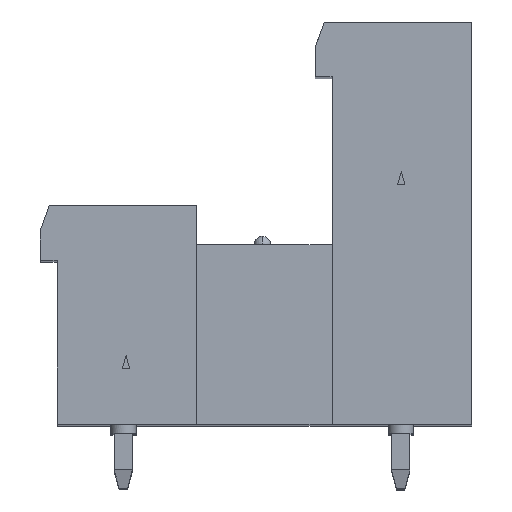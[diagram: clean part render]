
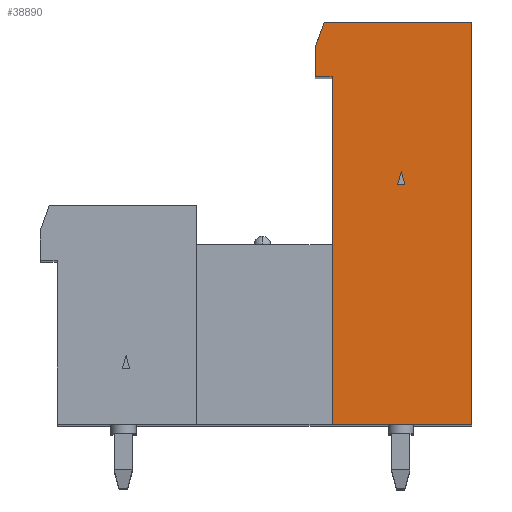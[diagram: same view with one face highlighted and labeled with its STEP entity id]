
A CAD part, top view. The second image highlights one B-rep face of the part: STEP entity #38890.
In plain terms, the highlighted planar face has unit normal (0, 0, 1).
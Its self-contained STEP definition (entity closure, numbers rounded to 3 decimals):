
#37720=CARTESIAN_POINT('',(-10.1,
   7.67,0.));
#37730=VERTEX_POINT('',#37720);
#37810=CARTESIAN_POINT('',(-0.23,
   7.67,0.));
#37820=VERTEX_POINT('',#37810);
#37850=CARTESIAN_POINT('',(-36.627,
   7.67,0.));
#37860=DIRECTION('',(1.,0.,
   0.));
#37870=VECTOR('',#37860,1.);
#37880=LINE('',#37850,#37870);
#37890=EDGE_CURVE('',#37730,#37820,#37880,.T.);
#38010=CARTESIAN_POINT('',(10.296,0.565
   ,0.));
#38020=DIRECTION('',(0.,0.,
   1.));
#38030=DIRECTION('',(1.,0.,
   0.));
#38040=AXIS2_PLACEMENT_3D('',#38010,#38020,#38030);
#38050=PLANE('',#38040);
#38060=CARTESIAN_POINT('',(12.,
   -37.773,0.));
#38070=DIRECTION('',(0.,-1.,
   0.));
#38080=VECTOR('',#38070,1.);
#38090=LINE('',#38060,#38080);
#38100=CARTESIAN_POINT('',(12.,8.1
   ,0.));
#38110=VERTEX_POINT('',#38100);
#38120=CARTESIAN_POINT('',(12.,0.
   ,0.));
#38130=VERTEX_POINT('',#38120);
#38140=EDGE_CURVE('',#38110,#38130,#38090,.T.);
#38150=ORIENTED_EDGE('',*,*,#38140,.F.);
#38160=CARTESIAN_POINT('',(-36.627,
   0.,0.));
#38170=DIRECTION('',(1.,0.,
   0.));
#38180=VECTOR('',#38170,1.);
#38190=LINE('',#38160,#38180);
#38200=CARTESIAN_POINT('',(-10.1,
   0.,0.));
#38210=VERTEX_POINT('',#38200);
#38220=EDGE_CURVE('',#38210,#38130,#38190,.T.);
#38230=ORIENTED_EDGE('',*,*,#38220,.T.);
#38240=CARTESIAN_POINT('',(-10.1,
   -37.773,0.));
#38250=DIRECTION('',(0.,-1.,
   0.));
#38260=VECTOR('',#38250,1.);
#38270=LINE('',#38240,#38260);
#38280=EDGE_CURVE('',#37730,#38210,#38270,.T.);
#38290=ORIENTED_EDGE('',*,*,#38280,.T.);
#38300=ORIENTED_EDGE('',*,*,#37890,.F.);
#38310=CARTESIAN_POINT('',(-36.627,
   7.67,0.));
#38320=DIRECTION('',(1.,0.,
   0.));
#38330=VECTOR('',#38320,1.);
#38340=LINE('',#38310,#38330);
#38350=CARTESIAN_POINT('',(9.,7.67
   ,0.));
#38360=VERTEX_POINT('',#38350);
#38370=EDGE_CURVE('',#37820,#38360,#38340,.T.);
#38380=ORIENTED_EDGE('',*,*,#38370,.F.);
#38390=CARTESIAN_POINT('',(9.,
   -37.773,0.));
#38400=DIRECTION('',(0.,1.,
   0.));
#38410=VECTOR('',#38400,1.);
#38420=LINE('',#38390,#38410);
#38430=CARTESIAN_POINT('',(9.,8.6
   ,0.));
#38440=VERTEX_POINT('',#38430);
#38450=EDGE_CURVE('',#38360,#38440,#38420,.T.);
#38460=ORIENTED_EDGE('',*,*,#38450,.F.);
#38470=CARTESIAN_POINT('',(-36.627,
   8.6,0.));
#38480=DIRECTION('',(1.,0.,
   0.));
#38490=VECTOR('',#38480,1.);
#38500=LINE('',#38470,#38490);
#38510=CARTESIAN_POINT('',(10.626,8.6
   ,0.));
#38520=VERTEX_POINT('',#38510);
#38530=EDGE_CURVE('',#38440,#38520,#38500,.T.);
#38540=ORIENTED_EDGE('',*,*,#38530,.F.);
#38550=CARTESIAN_POINT('',(-36.627,
   25.799,0.));
#38560=DIRECTION('',(0.94,-0.342,
   0.));
#38570=VECTOR('',#38560,1.);
#38580=LINE('',#38550,#38570);
#38590=EDGE_CURVE('',#38520,#38110,#38580,.T.);
#38600=ORIENTED_EDGE('',*,*,#38590,.F.);
#38610=EDGE_LOOP('',(#38600,#38540,#38460,#38380,#38300,#38290,#38230,
   #38150));
#38620=FACE_OUTER_BOUND('',#38610,.T.);
#38630=CARTESIAN_POINT('',(3.05,
   -37.773,0.));
#38640=DIRECTION('',(0.,1.,
   0.));
#38650=VECTOR('',#38640,1.);
#38660=LINE('',#38630,#38650);
#38670=CARTESIAN_POINT('',(3.05,3.669
   ,0.));
#38680=VERTEX_POINT('',#38670);
#38690=CARTESIAN_POINT('',(3.05,4.071
   ,0.));
#38700=VERTEX_POINT('',#38690);
#38710=EDGE_CURVE('',#38680,#38700,#38660,.T.);
#38720=ORIENTED_EDGE('',*,*,#38710,.T.);
#38730=CARTESIAN_POINT('',(-36.627,
   -6.962,0.));
#38740=DIRECTION('',(-0.966,-0.259,
   0.));
#38750=VECTOR('',#38740,1.);
#38760=LINE('',#38730,#38750);
#38770=CARTESIAN_POINT('',(3.8,3.87
   ,0.));
#38780=VERTEX_POINT('',#38770);
#38790=EDGE_CURVE('',#38780,#38680,#38760,.T.);
#38800=ORIENTED_EDGE('',*,*,#38790,.T.);
#38810=CARTESIAN_POINT('',(-36.627,
   14.702,0.));
#38820=DIRECTION('',(0.966,-0.259,
   0.));
#38830=VECTOR('',#38820,1.);
#38840=LINE('',#38810,#38830);
#38850=EDGE_CURVE('',#38700,#38780,#38840,.T.);
#38860=ORIENTED_EDGE('',*,*,#38850,.T.);
#38870=EDGE_LOOP('',(#38860,#38800,#38720));
#38880=FACE_BOUND('',#38870,.T.);
#38890=ADVANCED_FACE('',(#38620,#38880),#38050,.T.);
